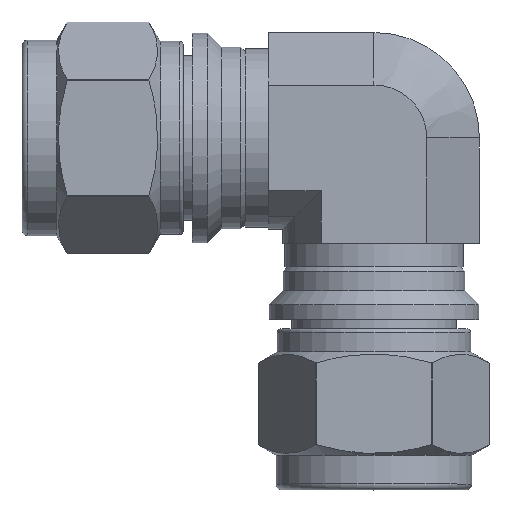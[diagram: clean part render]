
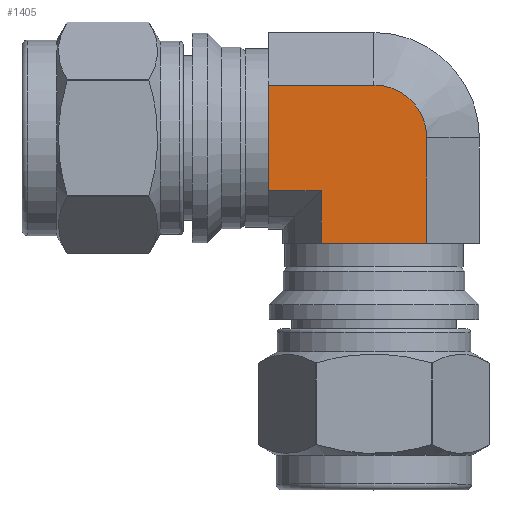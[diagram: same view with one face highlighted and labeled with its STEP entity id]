
A CAD part, top view. The second image highlights one B-rep face of the part: STEP entity #1405.
In plain terms, the highlighted planar face has unit normal (0, 0, 1).
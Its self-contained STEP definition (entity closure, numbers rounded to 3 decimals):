
#80=CIRCLE('',#1524,4.584);
#213=FACE_OUTER_BOUND('',#307,.T.);
#307=EDGE_LOOP('',(#966,#967,#968,#969,#970,#971,#972));
#410=LINE('',#2184,#504);
#416=LINE('',#2202,#510);
#423=LINE('',#2214,#517);
#424=LINE('',#2219,#518);
#425=LINE('',#2221,#519);
#426=LINE('',#2222,#520);
#504=VECTOR('',#1710,10.);
#510=VECTOR('',#1726,10.);
#517=VECTOR('',#1737,10.);
#518=VECTOR('',#1742,10.);
#519=VECTOR('',#1743,10.);
#520=VECTOR('',#1744,10.);
#596=VERTEX_POINT('',#2178);
#598=VERTEX_POINT('',#2182);
#604=VERTEX_POINT('',#2199);
#605=VERTEX_POINT('',#2201);
#609=VERTEX_POINT('',#2216);
#610=VERTEX_POINT('',#2218);
#611=VERTEX_POINT('',#2220);
#730=EDGE_CURVE('',#596,#598,#410,.T.);
#738=EDGE_CURVE('',#604,#605,#416,.T.);
#745=EDGE_CURVE('',#605,#598,#423,.T.);
#746=EDGE_CURVE('',#609,#604,#80,.T.);
#747=EDGE_CURVE('',#609,#610,#424,.T.);
#748=EDGE_CURVE('',#611,#610,#425,.T.);
#749=EDGE_CURVE('',#596,#611,#426,.T.);
#966=ORIENTED_EDGE('',*,*,#730,.T.);
#967=ORIENTED_EDGE('',*,*,#745,.F.);
#968=ORIENTED_EDGE('',*,*,#738,.F.);
#969=ORIENTED_EDGE('',*,*,#746,.F.);
#970=ORIENTED_EDGE('',*,*,#747,.T.);
#971=ORIENTED_EDGE('',*,*,#748,.F.);
#972=ORIENTED_EDGE('',*,*,#749,.F.);
#1368=PLANE('',#1523);
#1405=ADVANCED_FACE('',(#213),#1368,.T.);
#1523=AXIS2_PLACEMENT_3D('',#2215,#1738,#1739);
#1524=AXIS2_PLACEMENT_3D('',#2217,#1740,#1741);
#1710=DIRECTION('',(0.,-1.,0.));
#1726=DIRECTION('',(0.,-1.,0.));
#1737=DIRECTION('',(-1.,0.,0.));
#1738=DIRECTION('center_axis',(0.,0.,1.));
#1739=DIRECTION('ref_axis',(0.,1.,0.));
#1740=DIRECTION('center_axis',(0.,0.,-1.));
#1741=DIRECTION('ref_axis',(0.,1.,0.));
#1742=DIRECTION('',(-1.,0.,0.));
#1743=DIRECTION('',(0.,1.,0.));
#1744=DIRECTION('',(-1.,0.,0.));
#2178=CARTESIAN_POINT('',(-4.584,-4.584,7.94));
#2182=CARTESIAN_POINT('',(-4.584,-9.18,7.94));
#2184=CARTESIAN_POINT('',(-4.584,0.,7.94));
#2199=CARTESIAN_POINT('',(4.584,0.,7.94));
#2201=CARTESIAN_POINT('',(4.584,-9.18,7.94));
#2202=CARTESIAN_POINT('',(4.584,0.,7.94));
#2214=CARTESIAN_POINT('',(4.584,-9.18,7.94));
#2215=CARTESIAN_POINT('Origin',(0.,-4.584,7.94));
#2216=CARTESIAN_POINT('',(0.,4.584,7.94));
#2217=CARTESIAN_POINT('Origin',(0.,0.,
7.94));
#2218=CARTESIAN_POINT('',(-9.18,4.584,7.94));
#2219=CARTESIAN_POINT('',(0.,4.584,7.94));
#2220=CARTESIAN_POINT('',(-9.18,-4.584,7.94));
#2221=CARTESIAN_POINT('',(-9.18,4.584,7.94));
#2222=CARTESIAN_POINT('',(0.,-4.584,7.94));
